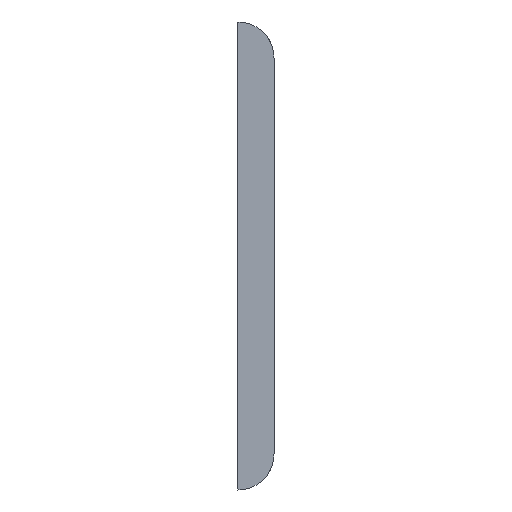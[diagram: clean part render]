
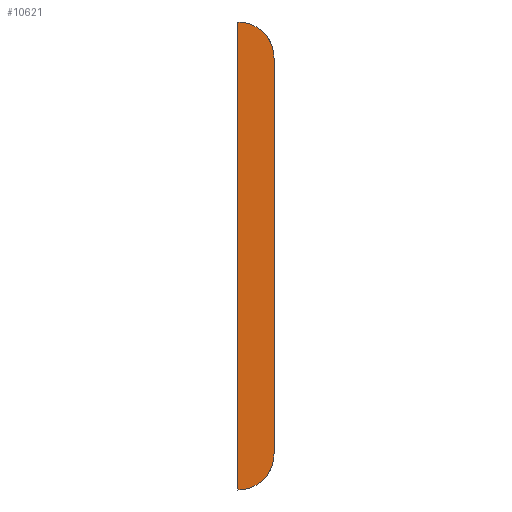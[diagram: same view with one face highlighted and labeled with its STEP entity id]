
A CAD part, front view. The second image highlights one B-rep face of the part: STEP entity #10621.
In plain terms, the highlighted planar face has unit normal (0, -1, 0).
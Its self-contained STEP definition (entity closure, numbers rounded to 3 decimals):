
#72 = ORIENTED_EDGE ( 'NONE', *, *, #8580, .T. ) ;
#350 = ORIENTED_EDGE ( 'NONE', *, *, #10019, .T. ) ;
#445 = CIRCLE ( 'NONE', #9596, 14.5 ) ;
#459 = CARTESIAN_POINT ( 'NONE',  ( 139.5, -2., -79.5 ) ) ;
#579 = AXIS2_PLACEMENT_3D ( 'NONE', #9924, #1501, #9132 ) ;
#707 = VECTOR ( 'NONE', #9601, 1000. ) ;
#1140 = LINE ( 'NONE', #3741, #5502 ) ;
#1496 = DIRECTION ( 'NONE',  ( 0., 0., 1. ) ) ;
#1501 = DIRECTION ( 'NONE',  ( 0., -1., 0. ) ) ;
#1729 = DIRECTION ( 'NONE',  ( 0., 1., 0. ) ) ;
#2037 = EDGE_CURVE ( 'NONE', #5688, #7096, #4634, .T. ) ;
#2502 = EDGE_LOOP ( 'NONE', ( #5566, #72, #350, #4968 ) ) ;
#2881 = CARTESIAN_POINT ( 'NONE',  ( 154., -2., -94. ) ) ;
#3048 = DIRECTION ( 'NONE',  ( 0., -1., 0. ) ) ;
#3741 = CARTESIAN_POINT ( 'NONE',  ( 139.5, -2., 0. ) ) ;
#3797 = DIRECTION ( 'NONE',  ( 0., 0., 1. ) ) ;
#4634 = CIRCLE ( 'NONE', #579, 14.5 ) ;
#4968 = ORIENTED_EDGE ( 'NONE', *, *, #5005, .T. ) ;
#5005 = EDGE_CURVE ( 'NONE', #7408, #5688, #6125, .T. ) ;
#5098 = PLANE ( 'NONE',  #8820 ) ;
#5502 = VECTOR ( 'NONE', #9681, 1000. ) ;
#5566 = ORIENTED_EDGE ( 'NONE', *, *, #2037, .T. ) ;
#5688 = VERTEX_POINT ( 'NONE', #10764 ) ;
#6125 = LINE ( 'NONE', #2881, #707 ) ;
#6757 = CARTESIAN_POINT ( 'NONE',  ( 0., -2., 0. ) ) ;
#7009 = FACE_OUTER_BOUND ( 'NONE', #2502, .T. ) ;
#7096 = VERTEX_POINT ( 'NONE', #10056 ) ;
#7138 = VERTEX_POINT ( 'NONE', #10091 ) ;
#7408 = VERTEX_POINT ( 'NONE', #8151 ) ;
#8151 = CARTESIAN_POINT ( 'NONE',  ( 154., -2., -79.5 ) ) ;
#8580 = EDGE_CURVE ( 'NONE', #7096, #7138, #1140, .T. ) ;
#8820 = AXIS2_PLACEMENT_3D ( 'NONE', #6757, #1729, #1496 ) ;
#9132 = DIRECTION ( 'NONE',  ( 0., 0., 1. ) ) ;
#9596 = AXIS2_PLACEMENT_3D ( 'NONE', #459, #3048, #3797 ) ;
#9601 = DIRECTION ( 'NONE',  ( 0., 0., 1. ) ) ;
#9681 = DIRECTION ( 'NONE',  ( 0., 0., -1. ) ) ;
#9924 = CARTESIAN_POINT ( 'NONE',  ( 139.5, -2., 79.5 ) ) ;
#10019 = EDGE_CURVE ( 'NONE', #7138, #7408, #445, .T. ) ;
#10056 = CARTESIAN_POINT ( 'NONE',  ( 139.5, -2., 94. ) ) ;
#10091 = CARTESIAN_POINT ( 'NONE',  ( 139.5, -2., -94. ) ) ;
#10621 = ADVANCED_FACE ( 'NONE', ( #7009 ), #5098, .F. ) ;
#10764 = CARTESIAN_POINT ( 'NONE',  ( 154., -2., 79.5 ) ) ;
